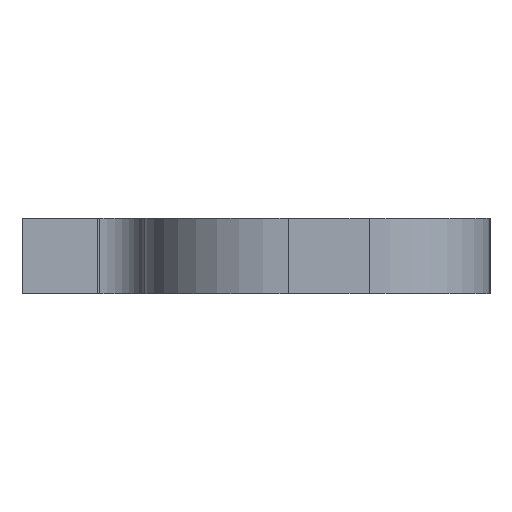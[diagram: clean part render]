
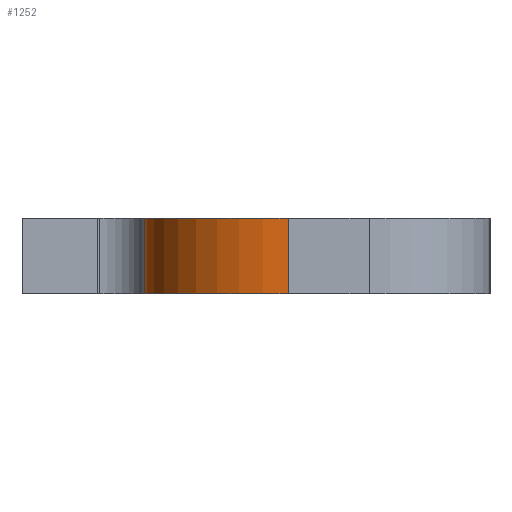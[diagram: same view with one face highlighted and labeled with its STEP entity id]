
A CAD part, left-side view. The second image highlights one B-rep face of the part: STEP entity #1252.
In plain terms, the highlighted cylindrical face has radius 9.5 mm (diameter 19 mm), a partial arc.
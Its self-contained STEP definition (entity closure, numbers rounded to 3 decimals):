
#104=FACE_OUTER_BOUND('',#190,.T.);
#190=EDGE_LOOP('',(#1053,#1054,#1055,#1056));
#332=LINE('',#2040,#472);
#333=LINE('',#2042,#473);
#472=VECTOR('',#1638,1000.);
#473=VECTOR('',#1641,1000.);
#534=CIRCLE('',#1343,9.5);
#545=CIRCLE('',#1355,9.5);
#586=VERTEX_POINT('',#1850);
#587=VERTEX_POINT('',#1852);
#656=VERTEX_POINT('',#1993);
#657=VERTEX_POINT('',#1995);
#716=EDGE_CURVE('',#586,#587,#534,.T.);
#788=EDGE_CURVE('',#657,#656,#545,.T.);
#812=EDGE_CURVE('',#586,#657,#332,.T.);
#813=EDGE_CURVE('',#587,#656,#333,.T.);
#1053=ORIENTED_EDGE('',*,*,#788,.T.);
#1054=ORIENTED_EDGE('',*,*,#813,.F.);
#1055=ORIENTED_EDGE('',*,*,#716,.F.);
#1056=ORIENTED_EDGE('',*,*,#812,.T.);
#1222=CYLINDRICAL_SURFACE('',#1368,9.5);
#1252=ADVANCED_FACE('',(#104),#1222,.T.);
#1343=AXIS2_PLACEMENT_3D('',#1853,#1507,#1508);
#1355=AXIS2_PLACEMENT_3D('',#1996,#1592,#1593);
#1368=AXIS2_PLACEMENT_3D('',#2041,#1639,#1640);
#1507=DIRECTION('center_axis',(0.,0.,1.));
#1508=DIRECTION('ref_axis',(1.,0.,0.));
#1592=DIRECTION('center_axis',(0.,0.,1.));
#1593=DIRECTION('ref_axis',(1.,0.,0.));
#1638=DIRECTION('',(0.,0.,-1.));
#1639=DIRECTION('center_axis',(0.,0.,-1.));
#1640=DIRECTION('ref_axis',(-1.,0.,0.));
#1641=DIRECTION('',(0.,0.,-1.));
#1850=CARTESIAN_POINT('',(-40.064,7.36,5.));
#1852=CARTESIAN_POINT('',(-49.564,-2.14,5.));
#1853=CARTESIAN_POINT('Origin',(-40.064,-2.14,5.));
#1993=CARTESIAN_POINT('',(-49.564,-2.14,0.));
#1995=CARTESIAN_POINT('',(-40.064,7.36,0.));
#1996=CARTESIAN_POINT('Origin',(-40.064,-2.14,0.));
#2040=CARTESIAN_POINT('',(-40.064,7.36,5.));
#2041=CARTESIAN_POINT('Origin',(-40.064,-2.14,5.));
#2042=CARTESIAN_POINT('',(-49.564,-2.14,5.));
